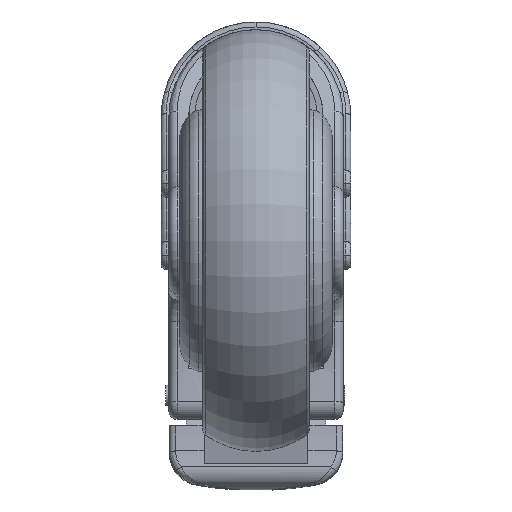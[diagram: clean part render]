
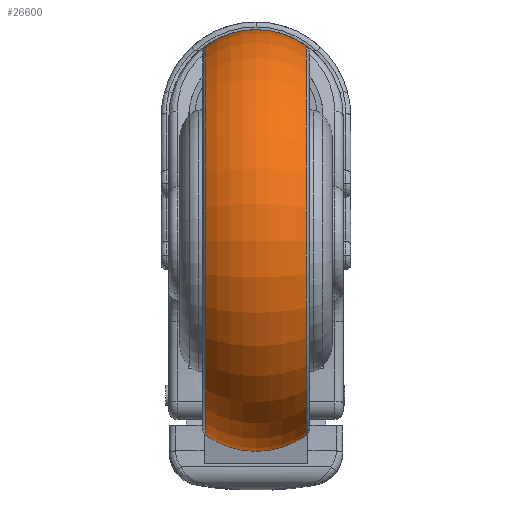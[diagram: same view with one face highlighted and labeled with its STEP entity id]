
A CAD part, front view. The second image highlights one B-rep face of the part: STEP entity #26600.
In plain terms, the highlighted toroidal (fillet/blend) face has major radius 37.6 mm and minor radius 25.9 mm.
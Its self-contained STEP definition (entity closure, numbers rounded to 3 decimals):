
#974 = DIRECTION ( 'NONE',  ( 0., 0., -1. ) ) ;
#1175 = CARTESIAN_POINT ( 'NONE',  ( 15.172, 0., 58.591 ) ) ;
#2087 = FACE_OUTER_BOUND ( 'NONE', #26223, .T. ) ;
#3238 = AXIS2_PLACEMENT_3D ( 'NONE', #28568, #8743, #17541 ) ;
#4930 = ORIENTED_EDGE ( 'NONE', *, *, #16867, .T. ) ;
#5138 = DIRECTION ( 'NONE',  ( 0., 0., -1. ) ) ;
#5771 = CARTESIAN_POINT ( 'NONE',  ( -15.172, 0., 58.591 ) ) ;
#6888 = CARTESIAN_POINT ( 'NONE',  ( 0., 0., 37.6 ) ) ;
#7106 = CIRCLE ( 'NONE', #23255, 25.9 ) ;
#7759 = CARTESIAN_POINT ( 'NONE',  ( -15.172, 0., -58.591 ) ) ;
#8518 = VERTEX_POINT ( 'NONE', #1175 ) ;
#8743 = DIRECTION ( 'NONE',  ( 1., 0., 0. ) ) ;
#8755 = DIRECTION ( 'NONE',  ( 0., 0., -1. ) ) ;
#11309 = CIRCLE ( 'NONE', #27472, 58.591 ) ;
#11950 = CARTESIAN_POINT ( 'NONE',  ( 15.172, 0., 0. ) ) ;
#12347 = CARTESIAN_POINT ( 'NONE',  ( 15.172, 0., -58.591 ) ) ;
#12412 = CIRCLE ( 'NONE', #28619, 25.9 ) ;
#14771 = EDGE_CURVE ( 'NONE', #24370, #20902, #11309, .T. ) ;
#15331 = AXIS2_PLACEMENT_3D ( 'NONE', #11950, #20772, #974 ) ;
#15699 = DIRECTION ( 'NONE',  ( 0., 1., 0. ) ) ;
#15716 = TOROIDAL_SURFACE ( 'NONE', #3238, 37.6, 25.9 ) ;
#15924 = ORIENTED_EDGE ( 'NONE', *, *, #14771, .T. ) ;
#16111 = CARTESIAN_POINT ( 'NONE',  ( 0., 0., -37.6 ) ) ;
#16867 = EDGE_CURVE ( 'NONE', #20902, #28129, #7106, .T. ) ;
#17541 = DIRECTION ( 'NONE',  ( 0., 0., -1. ) ) ;
#18151 = ORIENTED_EDGE ( 'NONE', *, *, #24881, .F. ) ;
#20772 = DIRECTION ( 'NONE',  ( 1., 0., 0. ) ) ;
#20902 = VERTEX_POINT ( 'NONE', #7759 ) ;
#21902 = CARTESIAN_POINT ( 'NONE',  ( -15.172, 0., 0. ) ) ;
#21939 = EDGE_CURVE ( 'NONE', #24370, #8518, #12412, .T. ) ;
#23255 = AXIS2_PLACEMENT_3D ( 'NONE', #16111, #24944, #5138 ) ;
#24370 = VERTEX_POINT ( 'NONE', #5771 ) ;
#24527 = DIRECTION ( 'NONE',  ( 0., 0., 1. ) ) ;
#24881 = EDGE_CURVE ( 'NONE', #8518, #28129, #27813, .T. ) ;
#24944 = DIRECTION ( 'NONE',  ( 0., -1., 0. ) ) ;
#26223 = EDGE_LOOP ( 'NONE', ( #27255, #15924, #4930, #18151 ) ) ;
#26600 = ADVANCED_FACE ( 'NONE', ( #2087 ), #15716, .T. ) ;
#27255 = ORIENTED_EDGE ( 'NONE', *, *, #21939, .F. ) ;
#27472 = AXIS2_PLACEMENT_3D ( 'NONE', #21902, #28578, #8755 ) ;
#27813 = CIRCLE ( 'NONE', #15331, 58.591 ) ;
#28129 = VERTEX_POINT ( 'NONE', #12347 ) ;
#28568 = CARTESIAN_POINT ( 'NONE',  ( 0., 0., 0. ) ) ;
#28578 = DIRECTION ( 'NONE',  ( 1., 0., 0. ) ) ;
#28619 = AXIS2_PLACEMENT_3D ( 'NONE', #6888, #15699, #24527 ) ;
